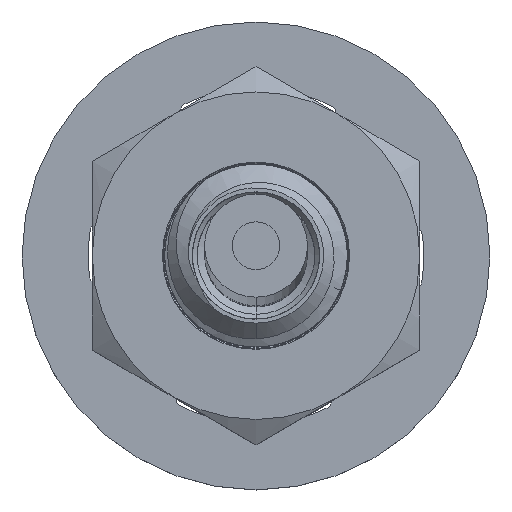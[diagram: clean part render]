
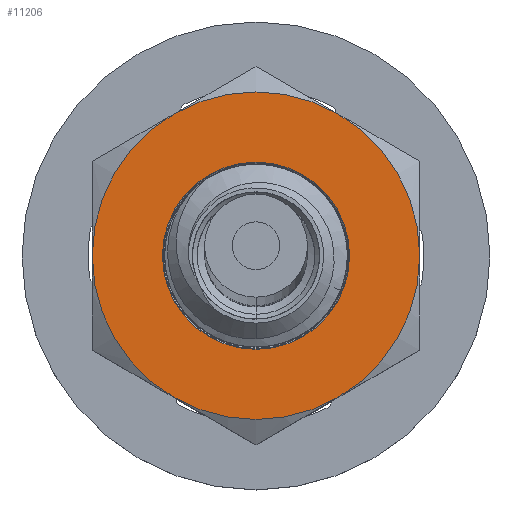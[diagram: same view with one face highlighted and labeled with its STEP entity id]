
A CAD part, top view. The second image highlights one B-rep face of the part: STEP entity #11206.
In plain terms, the highlighted planar face has unit normal (0, 0, 1).
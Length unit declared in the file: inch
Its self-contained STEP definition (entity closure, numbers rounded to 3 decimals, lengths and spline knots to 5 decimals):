
#10401=CARTESIAN_POINT('',(0.,0.,0.));
#10402=DIRECTION('',(0.,0.,-1.));
#10403=DIRECTION('',(1.,0.,0.));
#10404=AXIS2_PLACEMENT_3D('',#10401,#10402,#10403);
#10406=CARTESIAN_POINT('',(0.,0.,0.));
#10407=DIRECTION('',(0.,0.,-1.));
#10408=DIRECTION('',(0.5,-0.866,0.));
#10409=AXIS2_PLACEMENT_3D('',#10406,#10407,#10408);
#10411=CARTESIAN_POINT('',(0.,0.,0.));
#10412=DIRECTION('',(0.,0.,-1.));
#10413=DIRECTION('',(-0.5,-0.866,0.));
#10414=AXIS2_PLACEMENT_3D('',#10411,#10412,#10413);
#10416=CARTESIAN_POINT('',(0.,0.,0.));
#10417=DIRECTION('',(0.,0.,-1.));
#10418=DIRECTION('',(-1.,0.,0.));
#10419=AXIS2_PLACEMENT_3D('',#10416,#10417,#10418);
#10421=CARTESIAN_POINT('',(0.,0.,0.));
#10422=DIRECTION('',(0.,0.,-1.));
#10423=DIRECTION('',(-0.5,0.866,0.));
#10424=AXIS2_PLACEMENT_3D('',#10421,#10422,#10423);
#10426=CARTESIAN_POINT('',(0.,0.,0.));
#10427=DIRECTION('',(0.,0.,-1.));
#10428=DIRECTION('',(0.5,0.866,0.));
#10429=AXIS2_PLACEMENT_3D('',#10426,#10427,#10428);
#10448=CARTESIAN_POINT('',(0.,0.,0.));
#10449=DIRECTION('',(0.,0.,-1.));
#10450=DIRECTION('',(-1.,0.,0.));
#10451=AXIS2_PLACEMENT_3D('',#10448,#10449,#10450);
#10457=CARTESIAN_POINT('',(0.,0.,0.));
#10458=DIRECTION('',(0.,0.,-1.));
#10459=DIRECTION('',(1.,0.,0.));
#10460=AXIS2_PLACEMENT_3D('',#10457,#10458,#10459);
#10871=CARTESIAN_POINT('',(3.5,0.,0.));
#10872=CARTESIAN_POINT('',(1.75,-3.03109,0.));
#10873=VERTEX_POINT('',#10871);
#10874=VERTEX_POINT('',#10872);
#10875=CARTESIAN_POINT('',(-2.,0.,0.));
#10876=CARTESIAN_POINT('',(2.,0.,0.));
#10877=VERTEX_POINT('',#10875);
#10878=VERTEX_POINT('',#10876);
#10902=CARTESIAN_POINT('',(-1.75,-3.03109,0.));
#10903=VERTEX_POINT('',#10902);
#10904=CARTESIAN_POINT('',(-3.5,0.,0.));
#10905=VERTEX_POINT('',#10904);
#10906=CARTESIAN_POINT('',(-1.75,3.03109,0.));
#10907=CARTESIAN_POINT('',(1.75,3.03109,0.));
#10908=VERTEX_POINT('',#10906);
#10909=VERTEX_POINT('',#10907);
#11182=CARTESIAN_POINT('',(-7.,0.,0.));
#11183=DIRECTION('',(0.,0.,1.));
#11184=DIRECTION('',(1.,0.,0.));
#11185=AXIS2_PLACEMENT_3D('',#11182,#11183,#11184);
#11186=PLANE('',#11185);
#11187=ORIENTED_EDGE('',*,*,#11177,.T.);
#11189=ORIENTED_EDGE('',*,*,#11188,.T.);
#11191=ORIENTED_EDGE('',*,*,#11190,.T.);
#11193=ORIENTED_EDGE('',*,*,#11192,.T.);
#11195=ORIENTED_EDGE('',*,*,#11194,.T.);
#11197=ORIENTED_EDGE('',*,*,#11196,.T.);
#11198=EDGE_LOOP('',(#11187,#11189,#11191,#11193,#11195,#11197));
#11199=FACE_OUTER_BOUND('',#11198,.F.);
#11201=ORIENTED_EDGE('',*,*,#11200,.F.);
#11203=ORIENTED_EDGE('',*,*,#11202,.F.);
#11204=EDGE_LOOP('',(#11201,#11203));
#11205=FACE_BOUND('',#11204,.F.);
#11206=ADVANCED_FACE('',(#11199,#11205),#11186,.T.);
#10405=CIRCLE('',#10404,3.5);
#10410=CIRCLE('',#10409,3.5);
#10415=CIRCLE('',#10414,3.5);
#10420=CIRCLE('',#10419,3.5);
#10425=CIRCLE('',#10424,3.5);
#10430=CIRCLE('',#10429,3.5);
#10452=CIRCLE('',#10451,2.);
#10461=CIRCLE('',#10460,2.);
#11177=EDGE_CURVE('',#10873,#10874,#10405,.T.);
#11188=EDGE_CURVE('',#10874,#10903,#10410,.T.);
#11190=EDGE_CURVE('',#10903,#10905,#10415,.T.);
#11192=EDGE_CURVE('',#10905,#10908,#10420,.T.);
#11194=EDGE_CURVE('',#10908,#10909,#10425,.T.);
#11196=EDGE_CURVE('',#10909,#10873,#10430,.T.);
#11200=EDGE_CURVE('',#10877,#10878,#10452,.T.);
#11202=EDGE_CURVE('',#10878,#10877,#10461,.T.);
